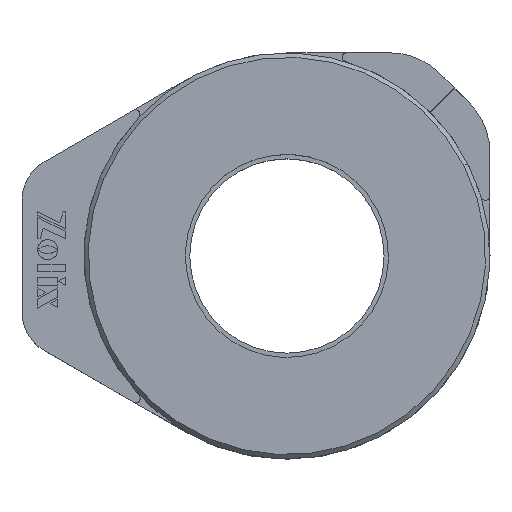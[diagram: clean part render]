
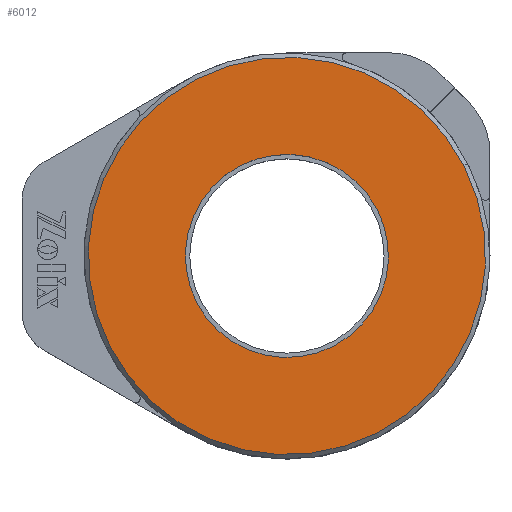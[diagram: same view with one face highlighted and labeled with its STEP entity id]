
A CAD part, top view. The second image highlights one B-rep face of the part: STEP entity #6012.
In plain terms, the highlighted planar face has unit normal (0, 0, 1).
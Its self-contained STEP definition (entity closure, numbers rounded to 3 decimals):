
#236 = DIRECTION ( 'NONE',  ( 0., 0., 1. ) ) ;
#371 = DIRECTION ( 'NONE',  ( -0.89, -0.455, 0. ) ) ;
#612 = VERTEX_POINT ( 'NONE', #4413 ) ;
#642 = AXIS2_PLACEMENT_3D ( 'NONE', #4277, #6487, #371 ) ;
#822 = EDGE_CURVE ( 'NONE', #5797, #1436, #1773, .T. ) ;
#834 = CARTESIAN_POINT ( 'NONE',  ( -2.872, 30.675, 19.383 ) ) ;
#1087 = ORIENTED_EDGE ( 'NONE', *, *, #822, .T. ) ;
#1228 = ORIENTED_EDGE ( 'NONE', *, *, #6485, .T. ) ;
#1377 = DIRECTION ( 'NONE',  ( 0., 0., -1. ) ) ;
#1436 = VERTEX_POINT ( 'NONE', #4268 ) ;
#1713 = VERTEX_POINT ( 'NONE', #5238 ) ;
#1770 = ORIENTED_EDGE ( 'NONE', *, *, #2586, .T. ) ;
#1773 = CIRCLE ( 'NONE', #4978, 11.5 ) ;
#1895 = DIRECTION ( 'NONE',  ( -0.89, -0.455, 0. ) ) ;
#2343 = EDGE_LOOP ( 'NONE', ( #1087, #4244 ) ) ;
#2524 = CARTESIAN_POINT ( 'NONE',  ( -2.872, 30.675, 19.383 ) ) ;
#2586 = EDGE_CURVE ( 'NONE', #1713, #612, #6403, .T. ) ;
#2816 = CIRCLE ( 'NONE', #4293, 11.5 ) ;
#2882 = CARTESIAN_POINT ( 'NONE',  ( -13.11, 25.437, 19.383 ) ) ;
#3111 = DIRECTION ( 'NONE',  ( -0.89, -0.455, 0. ) ) ;
#4244 = ORIENTED_EDGE ( 'NONE', *, *, #5120, .T. ) ;
#4268 = CARTESIAN_POINT ( 'NONE',  ( 7.366, 35.913, 19.383 ) ) ;
#4277 = CARTESIAN_POINT ( 'NONE',  ( -13.348, 51.151, 19.383 ) ) ;
#4280 = FACE_BOUND ( 'NONE', #2343, .T. ) ;
#4293 = AXIS2_PLACEMENT_3D ( 'NONE', #5518, #4924, #7093 ) ;
#4410 = EDGE_LOOP ( 'NONE', ( #1770, #1228 ) ) ;
#4413 = CARTESIAN_POINT ( 'NONE',  ( 17.158, 40.923, 19.383 ) ) ;
#4485 = AXIS2_PLACEMENT_3D ( 'NONE', #7066, #5322, #3111 ) ;
#4669 = DIRECTION ( 'NONE',  ( -0.89, -0.455, 0. ) ) ;
#4924 = DIRECTION ( 'NONE',  ( 0., 0., -1. ) ) ;
#4978 = AXIS2_PLACEMENT_3D ( 'NONE', #834, #1377, #1895 ) ;
#5120 = EDGE_CURVE ( 'NONE', #1436, #5797, #2816, .T. ) ;
#5238 = CARTESIAN_POINT ( 'NONE',  ( -22.903, 20.427, 19.383 ) ) ;
#5322 = DIRECTION ( 'NONE',  ( 0., 0., 1. ) ) ;
#5325 = PLANE ( 'NONE',  #642 ) ;
#5518 = CARTESIAN_POINT ( 'NONE',  ( -2.872, 30.675, 19.383 ) ) ;
#5584 = CIRCLE ( 'NONE', #6986, 22.5 ) ;
#5797 = VERTEX_POINT ( 'NONE', #2882 ) ;
#6012 = ADVANCED_FACE ( 'NONE', ( #6437, #4280 ), #5325, .F. ) ;
#6403 = CIRCLE ( 'NONE', #4485, 22.5 ) ;
#6437 = FACE_OUTER_BOUND ( 'NONE', #4410, .T. ) ;
#6485 = EDGE_CURVE ( 'NONE', #612, #1713, #5584, .T. ) ;
#6487 = DIRECTION ( 'NONE',  ( 0., 0., -1. ) ) ;
#6986 = AXIS2_PLACEMENT_3D ( 'NONE', #2524, #236, #4669 ) ;
#7066 = CARTESIAN_POINT ( 'NONE',  ( -2.872, 30.675, 19.383 ) ) ;
#7093 = DIRECTION ( 'NONE',  ( -0.89, -0.455, 0. ) ) ;
